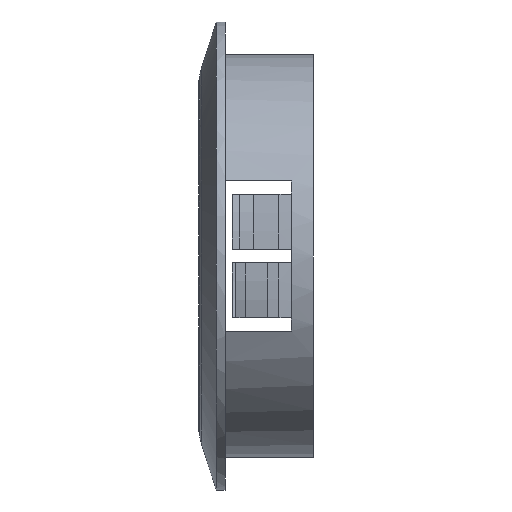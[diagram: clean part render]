
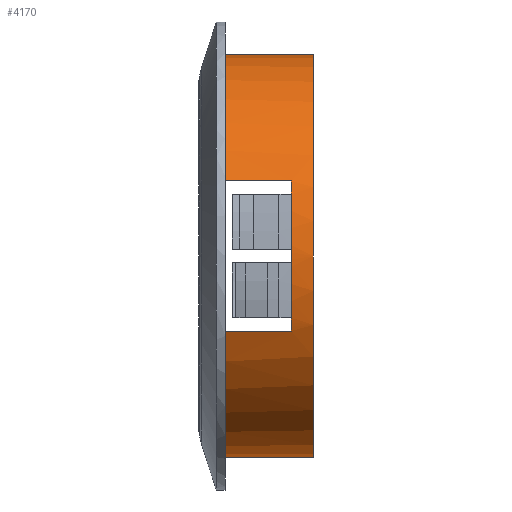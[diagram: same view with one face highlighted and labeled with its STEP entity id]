
A CAD part, left-side view. The second image highlights one B-rep face of the part: STEP entity #4170.
In plain terms, the highlighted cylindrical face has radius 22.8 mm (diameter 45.6 mm), a partial arc.
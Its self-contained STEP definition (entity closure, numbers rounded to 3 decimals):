
#25 = LINE ( 'NONE', #2301, #4448 ) ;
#114 = AXIS2_PLACEMENT_3D ( 'NONE', #3671, #655, #4880 ) ;
#468 = CARTESIAN_POINT ( 'NONE',  ( -48.199, -7.5, -7. ) ) ;
#478 = DIRECTION ( 'NONE',  ( 0., -1., 0. ) ) ;
#485 = CARTESIAN_POINT ( 'NONE',  ( -26.5, -7.5, 0. ) ) ;
#560 = AXIS2_PLACEMENT_3D ( 'NONE', #4095, #478, #4700 ) ;
#628 = ORIENTED_EDGE ( 'NONE', *, *, #4560, .F. ) ;
#655 = DIRECTION ( 'NONE',  ( 0., 1., 0. ) ) ;
#813 = CARTESIAN_POINT ( 'NONE',  ( -26.5, 0., -22.8 ) ) ;
#814 = VERTEX_POINT ( 'NONE', #2696 ) ;
#831 = AXIS2_PLACEMENT_3D ( 'NONE', #3495, #7658, #4088 ) ;
#903 = VECTOR ( 'NONE', #1226, 1000. ) ;
#932 = ORIENTED_EDGE ( 'NONE', *, *, #6592, .T. ) ;
#1103 = DIRECTION ( 'NONE',  ( 0., 0., -1. ) ) ;
#1163 = EDGE_CURVE ( 'NONE', #7670, #1329, #6433, .T. ) ;
#1226 = DIRECTION ( 'NONE',  ( 0., 1., 0. ) ) ;
#1243 = ORIENTED_EDGE ( 'NONE', *, *, #6871, .T. ) ;
#1296 = CARTESIAN_POINT ( 'NONE',  ( -26.5, -7.5, 0. ) ) ;
#1326 = DIRECTION ( 'NONE',  ( 0., 1., 0. ) ) ;
#1329 = VERTEX_POINT ( 'NONE', #5802 ) ;
#1337 = VECTOR ( 'NONE', #6030, 1000. ) ;
#1339 = EDGE_CURVE ( 'NONE', #1810, #4563, #2123, .T. ) ;
#1491 = CIRCLE ( 'NONE', #560, 22.8 ) ;
#1581 = ORIENTED_EDGE ( 'NONE', *, *, #1339, .T. ) ;
#1636 = DIRECTION ( 'NONE',  ( 0., -1., 0. ) ) ;
#1779 = AXIS2_PLACEMENT_3D ( 'NONE', #5228, #1636, #5834 ) ;
#1810 = VERTEX_POINT ( 'NONE', #3224 ) ;
#1910 = DIRECTION ( 'NONE',  ( 0., 0., -1. ) ) ;
#2055 = VERTEX_POINT ( 'NONE', #2237 ) ;
#2123 = CIRCLE ( 'NONE', #1779, 22.8 ) ;
#2237 = CARTESIAN_POINT ( 'NONE',  ( -47.656, -7.5, -8.5 ) ) ;
#2284 = CARTESIAN_POINT ( 'NONE',  ( -47.656, 0., 8.5 ) ) ;
#2301 = CARTESIAN_POINT ( 'NONE',  ( -47.656, -0.8, 8.5 ) ) ;
#2312 = EDGE_CURVE ( 'NONE', #4684, #6080, #4285, .T. ) ;
#2454 = CARTESIAN_POINT ( 'NONE',  ( -47.656, -0.8, -8.5 ) ) ;
#2492 = EDGE_CURVE ( 'NONE', #7018, #7670, #7563, .T. ) ;
#2550 = DIRECTION ( 'NONE',  ( 0., -1., 0. ) ) ;
#2696 = CARTESIAN_POINT ( 'NONE',  ( -47.656, -7.5, 8.5 ) ) ;
#2727 = AXIS2_PLACEMENT_3D ( 'NONE', #485, #4707, #1103 ) ;
#2818 = ORIENTED_EDGE ( 'NONE', *, *, #4763, .F. ) ;
#2902 = CIRCLE ( 'NONE', #4597, 22.8 ) ;
#2924 = CARTESIAN_POINT ( 'NONE',  ( -26.5, -10., 22.8 ) ) ;
#2989 = ORIENTED_EDGE ( 'NONE', *, *, #4420, .T. ) ;
#3088 = CARTESIAN_POINT ( 'NONE',  ( -26.5, 0., 0. ) ) ;
#3224 = CARTESIAN_POINT ( 'NONE',  ( -26.5, 0., 22.8 ) ) ;
#3225 = CARTESIAN_POINT ( 'NONE',  ( -49.267, -7.5, 1.221 ) ) ;
#3361 = CIRCLE ( 'NONE', #7101, 22.8 ) ;
#3495 = CARTESIAN_POINT ( 'NONE',  ( -26.5, -10., 0. ) ) ;
#3545 = EDGE_CURVE ( 'NONE', #1329, #6453, #5962, .T. ) ;
#3602 = DIRECTION ( 'NONE',  ( 0., -1., 0. ) ) ;
#3671 = CARTESIAN_POINT ( 'NONE',  ( -26.5, -10., 0. ) ) ;
#3681 = ORIENTED_EDGE ( 'NONE', *, *, #6673, .T. ) ;
#3691 = DIRECTION ( 'NONE',  ( 0., 0., -1. ) ) ;
#3848 = VERTEX_POINT ( 'NONE', #2924 ) ;
#3898 = CIRCLE ( 'NONE', #831, 22.8 ) ;
#4088 = DIRECTION ( 'NONE',  ( 0., 0., -1. ) ) ;
#4095 = CARTESIAN_POINT ( 'NONE',  ( -26.5, -7.5, 0. ) ) ;
#4170 = ADVANCED_FACE ( 'NONE', ( #4547 ), #4354, .T. ) ;
#4285 = LINE ( 'NONE', #5425, #903 ) ;
#4326 = CARTESIAN_POINT ( 'NONE',  ( -26.5, -10., 22.8 ) ) ;
#4354 = CYLINDRICAL_SURFACE ( 'NONE', #114, 22.8 ) ;
#4420 = EDGE_CURVE ( 'NONE', #4563, #814, #25, .T. ) ;
#4448 = VECTOR ( 'NONE', #7080, 1000. ) ;
#4547 = FACE_OUTER_BOUND ( 'NONE', #6362, .T. ) ;
#4560 = EDGE_CURVE ( 'NONE', #3848, #4684, #3898, .T. ) ;
#4561 = CARTESIAN_POINT ( 'NONE',  ( -48.199, -7.5, 7. ) ) ;
#4563 = VERTEX_POINT ( 'NONE', #2284 ) ;
#4580 = VECTOR ( 'NONE', #1326, 1000. ) ;
#4597 = AXIS2_PLACEMENT_3D ( 'NONE', #1296, #5490, #1910 ) ;
#4653 = AXIS2_PLACEMENT_3D ( 'NONE', #6136, #2550, #6746 ) ;
#4654 = VERTEX_POINT ( 'NONE', #6573 ) ;
#4684 = VERTEX_POINT ( 'NONE', #5389 ) ;
#4700 = DIRECTION ( 'NONE',  ( 0., 0., -1. ) ) ;
#4707 = DIRECTION ( 'NONE',  ( 0., -1., 0. ) ) ;
#4763 = EDGE_CURVE ( 'NONE', #4654, #2055, #7534, .T. ) ;
#4880 = DIRECTION ( 'NONE',  ( 0., 0., 1. ) ) ;
#5228 = CARTESIAN_POINT ( 'NONE',  ( -26.5, 0., 0. ) ) ;
#5389 = CARTESIAN_POINT ( 'NONE',  ( -26.5, -10., -22.8 ) ) ;
#5425 = CARTESIAN_POINT ( 'NONE',  ( -26.5, -10., -22.8 ) ) ;
#5490 = DIRECTION ( 'NONE',  ( 0., -1., 0. ) ) ;
#5802 = CARTESIAN_POINT ( 'NONE',  ( -49.267, -7.5, -1.221 ) ) ;
#5834 = DIRECTION ( 'NONE',  ( 0., 0., -1. ) ) ;
#5962 = CIRCLE ( 'NONE', #7011, 22.8 ) ;
#6030 = DIRECTION ( 'NONE',  ( 0., -1., 0. ) ) ;
#6080 = VERTEX_POINT ( 'NONE', #813 ) ;
#6084 = ORIENTED_EDGE ( 'NONE', *, *, #1163, .T. ) ;
#6136 = CARTESIAN_POINT ( 'NONE',  ( -26.5, -7.5, 0. ) ) ;
#6254 = ORIENTED_EDGE ( 'NONE', *, *, #2312, .F. ) ;
#6286 = ORIENTED_EDGE ( 'NONE', *, *, #2492, .T. ) ;
#6362 = EDGE_LOOP ( 'NONE', ( #2818, #7211, #6254, #628, #1243, #1581, #2989, #3681, #6286, #6084, #7146, #932 ) ) ;
#6433 = CIRCLE ( 'NONE', #2727, 22.8 ) ;
#6453 = VERTEX_POINT ( 'NONE', #468 ) ;
#6573 = CARTESIAN_POINT ( 'NONE',  ( -47.656, 0., -8.5 ) ) ;
#6592 = EDGE_CURVE ( 'NONE', #6453, #2055, #1491, .T. ) ;
#6673 = EDGE_CURVE ( 'NONE', #814, #7018, #2902, .T. ) ;
#6746 = DIRECTION ( 'NONE',  ( 0., 0., -1. ) ) ;
#6871 = EDGE_CURVE ( 'NONE', #3848, #1810, #7764, .T. ) ;
#7011 = AXIS2_PLACEMENT_3D ( 'NONE', #7179, #3602, #7781 ) ;
#7018 = VERTEX_POINT ( 'NONE', #4561 ) ;
#7080 = DIRECTION ( 'NONE',  ( 0., -1., 0. ) ) ;
#7101 = AXIS2_PLACEMENT_3D ( 'NONE', #3088, #7271, #3691 ) ;
#7146 = ORIENTED_EDGE ( 'NONE', *, *, #3545, .T. ) ;
#7179 = CARTESIAN_POINT ( 'NONE',  ( -26.5, -7.5, 0. ) ) ;
#7211 = ORIENTED_EDGE ( 'NONE', *, *, #7420, .T. ) ;
#7271 = DIRECTION ( 'NONE',  ( 0., -1., 0. ) ) ;
#7420 = EDGE_CURVE ( 'NONE', #4654, #6080, #3361, .T. ) ;
#7534 = LINE ( 'NONE', #2454, #1337 ) ;
#7563 = CIRCLE ( 'NONE', #4653, 22.8 ) ;
#7658 = DIRECTION ( 'NONE',  ( 0., -1., 0. ) ) ;
#7670 = VERTEX_POINT ( 'NONE', #3225 ) ;
#7764 = LINE ( 'NONE', #4326, #4580 ) ;
#7781 = DIRECTION ( 'NONE',  ( 0., 0., -1. ) ) ;
